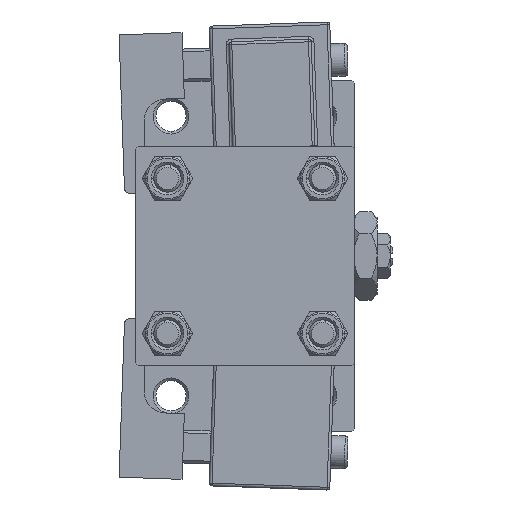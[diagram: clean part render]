
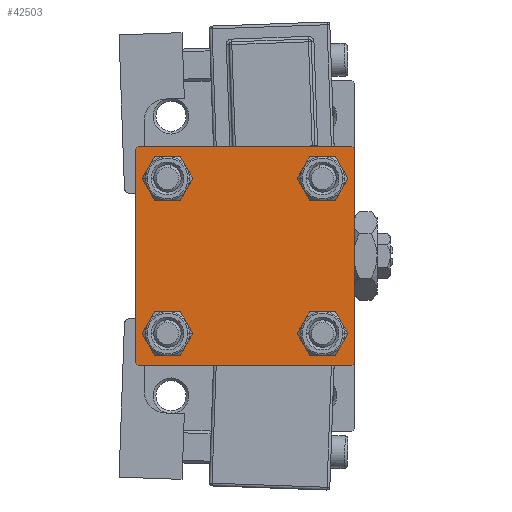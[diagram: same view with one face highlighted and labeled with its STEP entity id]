
A CAD part, left-side view. The second image highlights one B-rep face of the part: STEP entity #42503.
In plain terms, the highlighted planar face has unit normal (-1, 0, 0).
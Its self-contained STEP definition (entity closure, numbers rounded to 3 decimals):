
#204 = DIRECTION ( 'NONE',  ( 0., 0., 1. ) ) ;
#305 = VECTOR ( 'NONE', #45177, 1000. ) ;
#1013 = CARTESIAN_POINT ( 'NONE',  ( 0., 14.15, -14.15 ) ) ;
#1845 = CARTESIAN_POINT ( 'NONE',  ( 0., -19.5, -20. ) ) ;
#2107 = VECTOR ( 'NONE', #31591, 1000. ) ;
#2147 = DIRECTION ( 'NONE',  ( 0., 0.707, -0.707 ) ) ;
#2425 = DIRECTION ( 'NONE',  ( 0., 0., 1. ) ) ;
#2499 = EDGE_CURVE ( 'NONE', #41518, #28978, #26176, .T. ) ;
#3203 = EDGE_CURVE ( 'NONE', #39327, #13855, #16349, .T. ) ;
#3578 = DIRECTION ( 'NONE',  ( 1., 0., 0. ) ) ;
#3767 = EDGE_CURVE ( 'NONE', #32782, #24202, #16209, .T. ) ;
#5314 = CARTESIAN_POINT ( 'NONE',  ( 0., 20., 19.5 ) ) ;
#5755 = DIRECTION ( 'NONE',  ( 0., -1., 0. ) ) ;
#5865 = CARTESIAN_POINT ( 'NONE',  ( 0., 20., -19.5 ) ) ;
#5957 = FACE_BOUND ( 'NONE', #6966, .T. ) ;
#6235 = CARTESIAN_POINT ( 'NONE',  ( 0., -20., -19.5 ) ) ;
#6789 = EDGE_CURVE ( 'NONE', #35169, #47512, #46958, .T. ) ;
#6966 = EDGE_LOOP ( 'NONE', ( #51309, #35770 ) ) ;
#7101 = CARTESIAN_POINT ( 'NONE',  ( 0., 14.15, 14.15 ) ) ;
#7361 = DIRECTION ( 'NONE',  ( 1., 0., 0. ) ) ;
#8072 = LINE ( 'NONE', #15875, #36656 ) ;
#8714 = CARTESIAN_POINT ( 'NONE',  ( 0., -14.15, -17.15 ) ) ;
#9061 = DIRECTION ( 'NONE',  ( 0., -0.707, 0.707 ) ) ;
#9109 = CIRCLE ( 'NONE', #9931, 3. ) ;
#9110 = ORIENTED_EDGE ( 'NONE', *, *, #33262, .T. ) ;
#9875 = CARTESIAN_POINT ( 'NONE',  ( 0., 14.15, -17.15 ) ) ;
#9931 = AXIS2_PLACEMENT_3D ( 'NONE', #29850, #14765, #18933 ) ;
#10116 = CARTESIAN_POINT ( 'NONE',  ( 0., -19.75, 19.75 ) ) ;
#10270 = VERTEX_POINT ( 'NONE', #8714 ) ;
#10747 = ORIENTED_EDGE ( 'NONE', *, *, #36719, .T. ) ;
#10890 = DIRECTION ( 'NONE',  ( 0., 0.707, 0.707 ) ) ;
#11209 = CARTESIAN_POINT ( 'NONE',  ( 0., 19.5, 20. ) ) ;
#12203 = CARTESIAN_POINT ( 'NONE',  ( 0., -19.5, 20. ) ) ;
#12921 = CARTESIAN_POINT ( 'NONE',  ( 0., 20., 20. ) ) ;
#13855 = VERTEX_POINT ( 'NONE', #6235 ) ;
#14531 = DIRECTION ( 'NONE',  ( -1., 0., 0. ) ) ;
#14571 = EDGE_CURVE ( 'NONE', #10270, #27580, #9109, .T. ) ;
#14765 = DIRECTION ( 'NONE',  ( 1., 0., 0. ) ) ;
#15264 = AXIS2_PLACEMENT_3D ( 'NONE', #16045, #3578, #19454 ) ;
#15810 = DIRECTION ( 'NONE',  ( 0., 0., 1. ) ) ;
#15875 = CARTESIAN_POINT ( 'NONE',  ( 0., -20., 20. ) ) ;
#16045 = CARTESIAN_POINT ( 'NONE',  ( 0., -14.15, -14.15 ) ) ;
#16209 = CIRCLE ( 'NONE', #41146, 3. ) ;
#16349 = LINE ( 'NONE', #44961, #28645 ) ;
#16628 = CARTESIAN_POINT ( 'NONE',  ( 0., -20., 19.5 ) ) ;
#17476 = ORIENTED_EDGE ( 'NONE', *, *, #29927, .T. ) ;
#17701 = EDGE_CURVE ( 'NONE', #24202, #32782, #50800, .T. ) ;
#18234 = LINE ( 'NONE', #37234, #45455 ) ;
#18299 = EDGE_CURVE ( 'NONE', #42422, #13855, #8072, .T. ) ;
#18543 = VECTOR ( 'NONE', #2147, 1000. ) ;
#18571 = CIRCLE ( 'NONE', #15264, 3. ) ;
#18933 = DIRECTION ( 'NONE',  ( 0., 0., 1. ) ) ;
#19454 = DIRECTION ( 'NONE',  ( 0., 0., 1. ) ) ;
#19594 = AXIS2_PLACEMENT_3D ( 'NONE', #37434, #14531, #21569 ) ;
#20067 = AXIS2_PLACEMENT_3D ( 'NONE', #23870, #32193, #15810 ) ;
#21437 = ORIENTED_EDGE ( 'NONE', *, *, #18299, .F. ) ;
#21569 = DIRECTION ( 'NONE',  ( 0., 0., 1. ) ) ;
#21647 = CARTESIAN_POINT ( 'NONE',  ( 0., 14.15, -14.15 ) ) ;
#21820 = FACE_BOUND ( 'NONE', #27051, .T. ) ;
#21826 = DIRECTION ( 'NONE',  ( 1., 0., 0. ) ) ;
#21848 = EDGE_CURVE ( 'NONE', #23328, #44200, #45595, .T. ) ;
#23328 = VERTEX_POINT ( 'NONE', #11209 ) ;
#23870 = CARTESIAN_POINT ( 'NONE',  ( 0., 14.15, 14.15 ) ) ;
#23907 = CARTESIAN_POINT ( 'NONE',  ( 0., -14.15, 14.15 ) ) ;
#24202 = VERTEX_POINT ( 'NONE', #31568 ) ;
#26176 = CIRCLE ( 'NONE', #46122, 3. ) ;
#26235 = CARTESIAN_POINT ( 'NONE',  ( 0., -14.15, 11.15 ) ) ;
#26349 = EDGE_CURVE ( 'NONE', #27580, #10270, #18571, .T. ) ;
#26612 = ORIENTED_EDGE ( 'NONE', *, *, #45534, .T. ) ;
#27051 = EDGE_LOOP ( 'NONE', ( #29490, #34427 ) ) ;
#27314 = EDGE_CURVE ( 'NONE', #23328, #39527, #29301, .T. ) ;
#27580 = VERTEX_POINT ( 'NONE', #48267 ) ;
#27917 = CARTESIAN_POINT ( 'NONE',  ( 0., 19.75, -19.75 ) ) ;
#28645 = VECTOR ( 'NONE', #9061, 1000. ) ;
#28824 = DIRECTION ( 'NONE',  ( 1., 0., 0. ) ) ;
#28880 = ORIENTED_EDGE ( 'NONE', *, *, #27314, .F. ) ;
#28978 = VERTEX_POINT ( 'NONE', #32178 ) ;
#28985 = ORIENTED_EDGE ( 'NONE', *, *, #3203, .T. ) ;
#29301 = LINE ( 'NONE', #12921, #305 ) ;
#29490 = ORIENTED_EDGE ( 'NONE', *, *, #26349, .T. ) ;
#29661 = EDGE_LOOP ( 'NONE', ( #9110, #45110 ) ) ;
#29850 = CARTESIAN_POINT ( 'NONE',  ( 0., -14.15, -14.15 ) ) ;
#29927 = EDGE_CURVE ( 'NONE', #42422, #39527, #45751, .T. ) ;
#30422 = DIRECTION ( 'NONE',  ( 0., 0., -1. ) ) ;
#30840 = ORIENTED_EDGE ( 'NONE', *, *, #21848, .T. ) ;
#31568 = CARTESIAN_POINT ( 'NONE',  ( 0., 14.15, 17.15 ) ) ;
#31591 = DIRECTION ( 'NONE',  ( 0., -0.707, -0.707 ) ) ;
#31646 = CARTESIAN_POINT ( 'NONE',  ( 0., 14.15, -11.15 ) ) ;
#32001 = DIRECTION ( 'NONE',  ( 0., 0., -1. ) ) ;
#32154 = CIRCLE ( 'NONE', #48760, 3. ) ;
#32178 = CARTESIAN_POINT ( 'NONE',  ( 0., -14.15, 17.15 ) ) ;
#32193 = DIRECTION ( 'NONE',  ( 1., 0., 0. ) ) ;
#32296 = EDGE_LOOP ( 'NONE', ( #26612, #50228, #10747, #28985, #21437, #17476, #28880, #30840 ) ) ;
#32542 = EDGE_CURVE ( 'NONE', #49202, #34771, #47064, .T. ) ;
#32782 = VERTEX_POINT ( 'NONE', #36034 ) ;
#33102 = DIRECTION ( 'NONE',  ( 1., 0., 0. ) ) ;
#33262 = EDGE_CURVE ( 'NONE', #34771, #49202, #36323, .T. ) ;
#34427 = ORIENTED_EDGE ( 'NONE', *, *, #14571, .T. ) ;
#34771 = VERTEX_POINT ( 'NONE', #31646 ) ;
#35169 = VERTEX_POINT ( 'NONE', #5865 ) ;
#35264 = ORIENTED_EDGE ( 'NONE', *, *, #17701, .T. ) ;
#35332 = VECTOR ( 'NONE', #10890, 1000. ) ;
#35619 = CARTESIAN_POINT ( 'NONE',  ( 0., 19.5, -20. ) ) ;
#35770 = ORIENTED_EDGE ( 'NONE', *, *, #2499, .T. ) ;
#36034 = CARTESIAN_POINT ( 'NONE',  ( 0., 14.15, 11.15 ) ) ;
#36130 = EDGE_CURVE ( 'NONE', #28978, #41518, #32154, .T. ) ;
#36134 = DIRECTION ( 'NONE',  ( 1., 0., 0. ) ) ;
#36323 = CIRCLE ( 'NONE', #51257, 3. ) ;
#36656 = VECTOR ( 'NONE', #32001, 1000. ) ;
#36719 = EDGE_CURVE ( 'NONE', #47512, #39327, #18234, .T. ) ;
#37234 = CARTESIAN_POINT ( 'NONE',  ( 0., 20., -20. ) ) ;
#37434 = CARTESIAN_POINT ( 'NONE',  ( 0., 0., 0. ) ) ;
#37688 = FACE_BOUND ( 'NONE', #39397, .T. ) ;
#39013 = LINE ( 'NONE', #47073, #48793 ) ;
#39327 = VERTEX_POINT ( 'NONE', #1845 ) ;
#39397 = EDGE_LOOP ( 'NONE', ( #35264, #50284 ) ) ;
#39527 = VERTEX_POINT ( 'NONE', #12203 ) ;
#40028 = DIRECTION ( 'NONE',  ( 0., 0., 1. ) ) ;
#40829 = DIRECTION ( 'NONE',  ( 0., 0., 1. ) ) ;
#41146 = AXIS2_PLACEMENT_3D ( 'NONE', #7101, #7361, #2425 ) ;
#41178 = CARTESIAN_POINT ( 'NONE',  ( 0., 19.75, 19.75 ) ) ;
#41518 = VERTEX_POINT ( 'NONE', #26235 ) ;
#42422 = VERTEX_POINT ( 'NONE', #16628 ) ;
#42503 = ADVANCED_FACE ( 'NONE', ( #5957, #21820, #50190, #37688, #45753 ), #49683, .T. ) ;
#44187 = CARTESIAN_POINT ( 'NONE',  ( 0., -14.15, 14.15 ) ) ;
#44200 = VERTEX_POINT ( 'NONE', #5314 ) ;
#44961 = CARTESIAN_POINT ( 'NONE',  ( 0., -19.75, -19.75 ) ) ;
#45110 = ORIENTED_EDGE ( 'NONE', *, *, #32542, .T. ) ;
#45177 = DIRECTION ( 'NONE',  ( 0., -1., 0. ) ) ;
#45455 = VECTOR ( 'NONE', #5755, 1000. ) ;
#45534 = EDGE_CURVE ( 'NONE', #44200, #35169, #39013, .T. ) ;
#45595 = LINE ( 'NONE', #41178, #18543 ) ;
#45751 = LINE ( 'NONE', #10116, #35332 ) ;
#45753 = FACE_OUTER_BOUND ( 'NONE', #32296, .T. ) ;
#45835 = DIRECTION ( 'NONE',  ( 0., 0., 1. ) ) ;
#46122 = AXIS2_PLACEMENT_3D ( 'NONE', #44187, #28824, #204 ) ;
#46958 = LINE ( 'NONE', #27917, #2107 ) ;
#47064 = CIRCLE ( 'NONE', #51221, 3. ) ;
#47073 = CARTESIAN_POINT ( 'NONE',  ( 0., 20., 20. ) ) ;
#47512 = VERTEX_POINT ( 'NONE', #35619 ) ;
#48267 = CARTESIAN_POINT ( 'NONE',  ( 0., -14.15, -11.15 ) ) ;
#48760 = AXIS2_PLACEMENT_3D ( 'NONE', #23907, #36134, #40028 ) ;
#48793 = VECTOR ( 'NONE', #30422, 1000. ) ;
#49202 = VERTEX_POINT ( 'NONE', #9875 ) ;
#49683 = PLANE ( 'NONE',  #19594 ) ;
#50190 = FACE_BOUND ( 'NONE', #29661, .T. ) ;
#50228 = ORIENTED_EDGE ( 'NONE', *, *, #6789, .T. ) ;
#50284 = ORIENTED_EDGE ( 'NONE', *, *, #3767, .T. ) ;
#50800 = CIRCLE ( 'NONE', #20067, 3. ) ;
#51221 = AXIS2_PLACEMENT_3D ( 'NONE', #1013, #21826, #40829 ) ;
#51257 = AXIS2_PLACEMENT_3D ( 'NONE', #21647, #33102, #45835 ) ;
#51309 = ORIENTED_EDGE ( 'NONE', *, *, #36130, .T. ) ;
